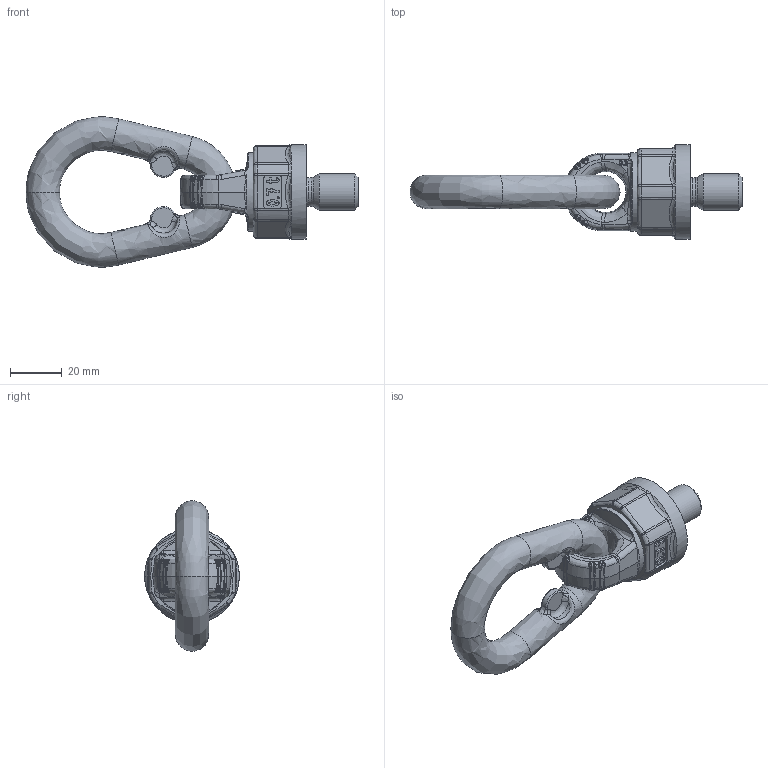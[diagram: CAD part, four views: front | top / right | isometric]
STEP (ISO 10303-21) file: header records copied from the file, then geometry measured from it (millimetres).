
FILE_DESCRIPTION((''),'2;1');
FILE_NAME('TP0_7_M14x20_senkrecht.stp','2012-03-27T07:57:43',('User'),('SDRC'),'I-DEAS Master Series 9','UNIX','Yes');
FILE_SCHEMA(('CONFIG_CONTROL_DESIGN', 'GEOMETRIC_VALIDATION_PROPERTIES_MIM','SHAPE_APPEARANCE_LAYER_MIM'));
Length unit declared in the file: millimetre
Bounding box: 127.98 x 36.49 x 57.94 mm (x, y, z)
Volume: 53930 mm3; surface area: 14953.8 mm2
Topology: 1 solids, 1 shells, 567 faces, 1408 edges, 829 vertices
Faces by surface type: bspline 567
Entity records: 23586 total; most frequent: CARTESIAN_POINT 14964, ORIENTED_EDGE 2764, EDGE_CURVE 1382, VERTEX_POINT 829, OVER_RIDING_STYLED_ITEM 656, EDGE_LOOP 585, FACE_OUTER_BOUND 567, ADVANCED_FACE 567
